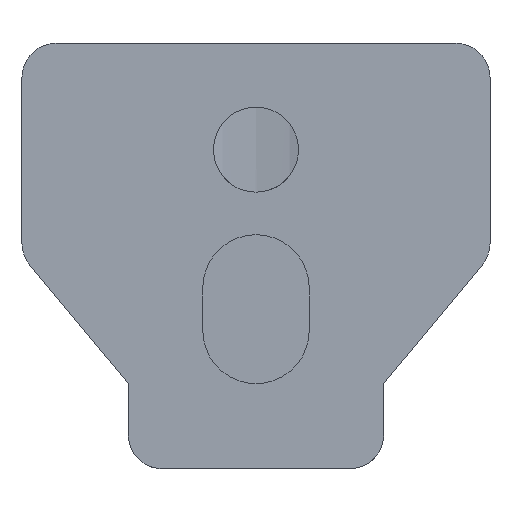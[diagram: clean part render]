
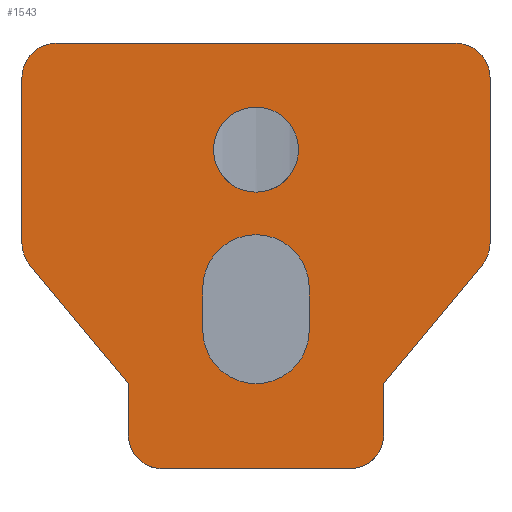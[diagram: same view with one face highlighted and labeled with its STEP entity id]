
A CAD part, front view. The second image highlights one B-rep face of the part: STEP entity #1543.
In plain terms, the highlighted planar face has unit normal (0, -1, 0).
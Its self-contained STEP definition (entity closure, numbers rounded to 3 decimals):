
#819=CARTESIAN_POINT('POINT35',(1.984,0.,-10.716))
   ;
#820=VERTEX_POINT('VERTEX35',#819);
#828=CARTESIAN_POINT('POINT36',(-1.984,0.,-10.716)
   );
#829=VERTEX_POINT('VERTEX36',#828);
#836=CARTESIAN_POINT('POS58',(0.,0.,
   -10.716));
#837=DIRECTION('DIR95',(0.,-1.,0.));
#838=DIRECTION('DIR96',(-1.,0.,0.));
#839=AXIS2_PLACEMENT_3D('AXIS38',#836,#837,#838);
#840=CIRCLE('ELLIPSE25',#839,1.984);
#841=EDGE_CURVE('EDGE49',#829,#820,#840,.T.);
#851=CARTESIAN_POINT('POINT37',(1.984,0.,-9.128));
#852=VERTEX_POINT('VERTEX37',#851);
#861=CARTESIAN_POINT('POS61',(1.984,0.,-10.716));
#862=DIRECTION('DIR100',(0.,0.,1.));
#863=VECTOR('VEC22',#862,25.4);
#864=LINE('STRAIGHT22',#861,#863);
#865=EDGE_CURVE('EDGE51',#820,#852,#864,.T.);
#875=CARTESIAN_POINT('POINT38',(-1.984,0.,-9.128))
   ;
#876=VERTEX_POINT('VERTEX38',#875);
#885=CARTESIAN_POINT('POS64',(0.,0.,-9.128));
#886=DIRECTION('DIR104',(0.,-1.,0.));
#887=DIRECTION('DIR105',(1.,0.,0.));
#888=AXIS2_PLACEMENT_3D('AXIS41',#885,#886,#887);
#889=CIRCLE('ELLIPSE26',#888,1.984);
#890=EDGE_CURVE('EDGE53',#852,#876,#889,.T.);
#903=CARTESIAN_POINT('POS66',(-1.984,0.,-9.128));
#904=DIRECTION('DIR108',(0.,0.,-1.));
#905=VECTOR('VEC24',#904,25.4);
#906=LINE('STRAIGHT24',#903,#905);
#907=EDGE_CURVE('EDGE54',#876,#829,#906,.T.);
#917=CARTESIAN_POINT('POINT39',(8.731,0.,
   -7.478));
#918=VERTEX_POINT('VERTEX39',#917);
#926=CARTESIAN_POINT('POINT40',(8.731,0.,-1.27));
#927=VERTEX_POINT('VERTEX40',#926);
#934=CARTESIAN_POINT('POS70',(8.731,0.,-1.27));
#935=DIRECTION('DIR113',(0.,0.,-1.));
#936=VECTOR('VEC27',#935,25.4);
#937=LINE('STRAIGHT27',#934,#936);
#938=EDGE_CURVE('EDGE57',#927,#918,#937,.T.);
#950=CARTESIAN_POINT('POINT41',(8.437,0.,
   -8.291));
#951=VERTEX_POINT('VERTEX41',#950);
#952=CARTESIAN_POINT('POS72',(7.461,0.,
   -7.478));
#953=DIRECTION('DIR116',(0.,-1.,0.));
#954=DIRECTION('DIR117',(0.768,0.,
   -0.64));
#955=AXIS2_PLACEMENT_3D('AXIS45',#952,#953,#954);
#956=CIRCLE('ELLIPSE27',#955,1.27);
#957=EDGE_CURVE('EDGE58',#951,#918,#956,.T.);
#974=CARTESIAN_POINT('POINT42',(4.763,0.,-12.7));
#975=VERTEX_POINT('VERTEX42',#974);
#976=CARTESIAN_POINT('POS75',(8.437,0.,
   -8.291));
#977=DIRECTION('DIR121',(-0.64,0.,
   -0.768));
#978=VECTOR('VEC29',#977,25.4);
#979=LINE('STRAIGHT29',#976,#978);
#980=EDGE_CURVE('EDGE60',#951,#975,#979,.T.);
#999=CARTESIAN_POINT('POINT43',(4.763,0.,-14.605));
#1000=VERTEX_POINT('VERTEX43',#999);
#1001=CARTESIAN_POINT('POS78',(4.763,0.,-12.7));
#1002=DIRECTION('DIR125',(0.,0.,-1.));
#1003=VECTOR('VEC31',#1002,25.4);
#1004=LINE('STRAIGHT31',#1001,#1003);
#1005=EDGE_CURVE('EDGE62',#975,#1000,#1004,.T.);
#1029=CARTESIAN_POINT('POINT45',(-4.763,0.,-14.605));
#1030=VERTEX_POINT('VERTEX45',#1029);
#1039=CARTESIAN_POINT('POINT47',(-4.763,0.,-12.7));
#1040=VERTEX_POINT('VERTEX47',#1039);
#1041=CARTESIAN_POINT('POS83',(-4.763,0.,-14.605));
#1042=DIRECTION('DIR131',(0.,0.,1.));
#1043=VECTOR('VEC35',#1042,25.4);
#1044=LINE('STRAIGHT35',#1041,#1043);
#1045=EDGE_CURVE('EDGE66',#1030,#1040,#1044,.T.);
#1069=CARTESIAN_POINT('POINT48',(-8.437,0.,
   -8.291));
#1070=VERTEX_POINT('VERTEX48',#1069);
#1071=CARTESIAN_POINT('POS87',(-4.763,0.,-12.7));
#1072=DIRECTION('DIR136',(-0.64,0.,
   0.768));
#1073=VECTOR('VEC38',#1072,25.4);
#1074=LINE('STRAIGHT38',#1071,#1073);
#1075=EDGE_CURVE('EDGE69',#1040,#1070,#1074,.T.);
#1094=CARTESIAN_POINT('POINT49',(-8.731,0.,
   -7.478));
#1095=VERTEX_POINT('VERTEX49',#1094);
#1096=CARTESIAN_POINT('POS90',(-7.461,0.,
   -7.478));
#1097=DIRECTION('DIR140',(0.,-1.,0.));
#1098=DIRECTION('DIR141',(-1.,0.,0.));
#1099=AXIS2_PLACEMENT_3D('AXIS51',#1096,#1097,#1098);
#1100=CIRCLE('ELLIPSE28',#1099,1.27);
#1101=EDGE_CURVE('EDGE71',#1095,#1070,#1100,.T.);
#1117=CARTESIAN_POINT('POINT50',(-8.731,0.,-1.27));
#1118=VERTEX_POINT('VERTEX50',#1117);
#1127=CARTESIAN_POINT('POS94',(-8.731,0.,
   -7.478));
#1128=DIRECTION('DIR146',(0.,0.,1.));
#1129=VECTOR('VEC42',#1128,25.4);
#1130=LINE('STRAIGHT42',#1127,#1129);
#1131=EDGE_CURVE('EDGE74',#1095,#1118,#1130,.T.);
#1226=CARTESIAN_POINT('POINT53',(7.461,0.,0.));
#1227=VERTEX_POINT('VERTEX53',#1226);
#1234=CARTESIAN_POINT('POS104',(7.461,0.,-1.27));
#1235=DIRECTION('DIR162',(0.,-1.,0.));
#1236=DIRECTION('DIR163',(1.,0.,0.));
#1237=AXIS2_PLACEMENT_3D('AXIS59',#1234,#1235,#1236);
#1238=CIRCLE('ELLIPSE31',#1237,1.27);
#1239=EDGE_CURVE('EDGE82',#927,#1227,#1238,.T.);
#1252=CARTESIAN_POINT('POINT54',(-7.461,0.,0.));
#1253=VERTEX_POINT('VERTEX54',#1252);
#1254=CARTESIAN_POINT('POS106',(-7.461,0.,-1.27));
#1255=DIRECTION('DIR166',(0.,-1.,0.));
#1256=DIRECTION('DIR167',(0.,0.,1.));
#1257=AXIS2_PLACEMENT_3D('AXIS61',#1254,#1255,#1256);
#1258=CIRCLE('ELLIPSE32',#1257,1.27);
#1259=EDGE_CURVE('EDGE83',#1253,#1118,#1258,.T.);
#1389=CARTESIAN_POINT('POINT60',(3.493,0.,-15.875));
#1390=VERTEX_POINT('VERTEX60',#1389);
#1391=CARTESIAN_POINT('POS115',(3.493,0.,-14.605));
#1392=DIRECTION('DIR181',(0.,-1.,0.));
#1393=DIRECTION('DIR182',(0.,0.,-1.));
#1394=AXIS2_PLACEMENT_3D('AXIS67',#1391,#1392,#1393);
#1395=CIRCLE('ELLIPSE35',#1394,1.27);
#1396=EDGE_CURVE('EDGE92',#1390,#1000,#1395,.T.);
#1462=CARTESIAN_POINT('POINT62',(-3.493,0.,-15.875));
#1463=VERTEX_POINT('VERTEX62',#1462);
#1470=CARTESIAN_POINT('POS122',(-3.492,0.,
   -14.605));
#1471=DIRECTION('DIR193',(0.,-1.,0.));
#1472=DIRECTION('DIR194',(-1.,0.,0.));
#1473=AXIS2_PLACEMENT_3D('AXIS72',#1470,#1471,#1472);
#1474=CIRCLE('ELLIPSE38',#1473,1.27);
#1475=EDGE_CURVE('EDGE98',#1030,#1463,#1474,.T.);
#1486=ORIENTED_EDGE('COEDGE170',*,*,#1259,.T.);
#1487=ORIENTED_EDGE('COEDGE171',*,*,#1131,.F.);
#1488=ORIENTED_EDGE('COEDGE172',*,*,#1101,.T.);
#1489=ORIENTED_EDGE('COEDGE173',*,*,#1075,.F.);
#1490=ORIENTED_EDGE('COEDGE174',*,*,#1045,.F.);
#1491=ORIENTED_EDGE('COEDGE175',*,*,#1475,.T.);
#1492=CARTESIAN_POINT('POS124',(3.493,0.,-15.875));
#1493=DIRECTION('DIR197',(-1.,0.,0.));
#1494=VECTOR('VEC51',#1493,25.4);
#1495=LINE('STRAIGHT51',#1492,#1494);
#1496=EDGE_CURVE('EDGE99',#1390,#1463,#1495,.T.);
#1497=ORIENTED_EDGE('COEDGE176',*,*,#1496,.F.);
#1498=ORIENTED_EDGE('COEDGE177',*,*,#1396,.T.);
#1499=ORIENTED_EDGE('COEDGE178',*,*,#1005,.F.);
#1500=ORIENTED_EDGE('COEDGE179',*,*,#980,.F.);
#1501=ORIENTED_EDGE('COEDGE180',*,*,#957,.T.);
#1502=ORIENTED_EDGE('COEDGE181',*,*,#938,.F.);
#1503=ORIENTED_EDGE('COEDGE182',*,*,#1239,.T.);
#1504=CARTESIAN_POINT('POS125',(-7.461,0.,0.));
#1505=DIRECTION('DIR198',(1.,0.,0.));
#1506=VECTOR('VEC52',#1505,25.4);
#1507=LINE('STRAIGHT52',#1504,#1506);
#1508=EDGE_CURVE('EDGE100',#1253,#1227,#1507,.T.);
#1509=ORIENTED_EDGE('COEDGE183',*,*,#1508,.F.);
#1510=EDGE_LOOP('NONE',(#1486,#1487,#1488,#1489,#1490,#1491,#1497,#1498,
   #1499,#1500,#1501,#1502,#1503,#1509));
#1511=FACE_BOUND('LOOP1',#1510,.T.);
#1512=ORIENTED_EDGE('COEDGE184',*,*,#907,.F.);
#1513=ORIENTED_EDGE('COEDGE185',*,*,#890,.F.);
#1514=ORIENTED_EDGE('COEDGE186',*,*,#865,.F.);
#1515=ORIENTED_EDGE('COEDGE187',*,*,#841,.F.);
#1516=EDGE_LOOP('NONE',(#1512,#1513,#1514,#1515));
#1517=FACE_BOUND('LOOP1',#1516,.T.);
#1518=CARTESIAN_POINT('POINT63',(1.588,0.,-3.969));
#1519=VERTEX_POINT('VERTEX63',#1518);
#1520=CARTESIAN_POINT('POINT64',(-1.588,0.,-3.969));
#1521=VERTEX_POINT('VERTEX64',#1520);
#1522=CARTESIAN_POINT('POS126',(0.,0.,-3.969));
#1523=DIRECTION('DIR199',(0.,1.,0.));
#1524=DIRECTION('DIR200',(1.,0.,0.));
#1525=AXIS2_PLACEMENT_3D('AXIS74',#1522,#1523,#1524);
#1526=CIRCLE('ELLIPSE39',#1525,1.588);
#1527=EDGE_CURVE('EDGE101',#1519,#1521,#1526,.T.);
#1528=ORIENTED_EDGE('COEDGE188',*,*,#1527,.T.);
#1529=CARTESIAN_POINT('POS127',(0.,0.,-3.969));
#1530=DIRECTION('DIR201',(0.,1.,0.));
#1531=DIRECTION('DIR202',(-1.,0.,0.));
#1532=AXIS2_PLACEMENT_3D('AXIS75',#1529,#1530,#1531);
#1533=CIRCLE('ELLIPSE40',#1532,1.588);
#1534=EDGE_CURVE('EDGE102',#1521,#1519,#1533,.T.);
#1535=ORIENTED_EDGE('COEDGE189',*,*,#1534,.T.);
#1536=EDGE_LOOP('NONE',(#1528,#1535));
#1537=FACE_BOUND('LOOP1',#1536,.T.);
#1538=CARTESIAN_POINT('POS128',(0.,0.,0.));
#1539=DIRECTION('DIR203',(0.,1.,0.));
#1540=DIRECTION('DIR204',(1.,0.,0.));
#1541=AXIS2_PLACEMENT_3D('AXIS76',#1538,#1539,#1540);
#1542=PLANE('PLANE14',#1541);
#1543=ADVANCED_FACE('FACE40',(#1511,#1517,#1537),#1542,.F.);
